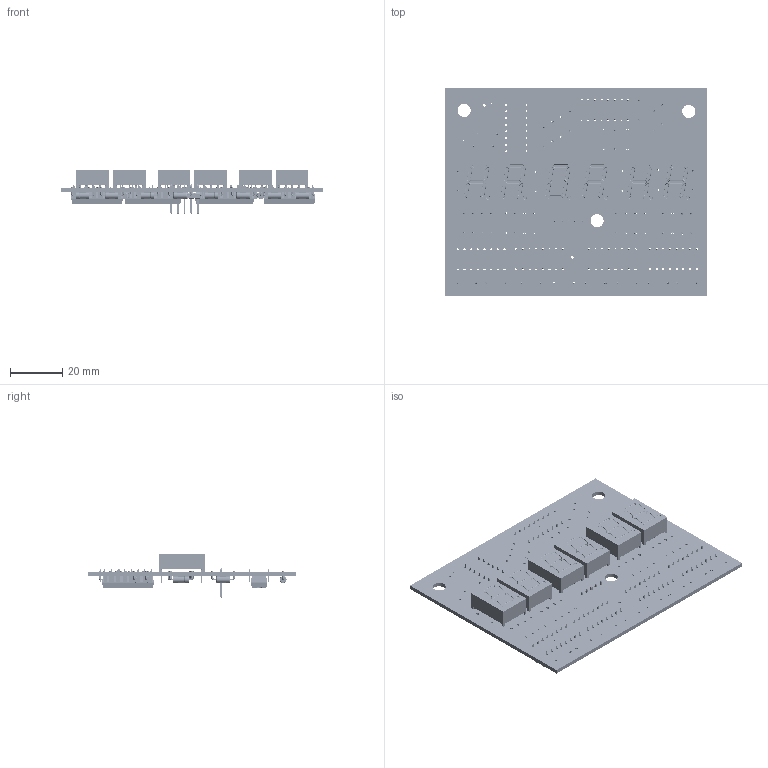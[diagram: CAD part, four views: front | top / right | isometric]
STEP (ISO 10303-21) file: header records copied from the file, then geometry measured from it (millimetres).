
FILE_DESCRIPTION(/* description */ (''),/* implementation_level */ '2;1');
FILE_NAME(/* name */ '7-Segment Display.step',/* time_stamp */ '2018-09-09T03:02:35+06:00',/* author */ ('rainugursewaksingh'),/* organization */ (''),/* preprocessor_version */ 'ST-DEVELOPER v17.2',/* originating_system */ 'Autodesk Translation Framework v7.6.0.251',/* authorisation */ '');
FILE_SCHEMA (('AUTOMOTIVE_DESIGN { 1 0 10303 214 3 1 1 }'));
Length unit declared in the file: millimetre
Products named in the file (7): Schmetic; PCB Component; Board; HD-H103; 74HC595N; 1X05_LOCK_LONGPADS; 470
Assembly tree (75 placements, depth 3):
  Schmetic
    PCB Component
      Board
      HD-H103  x6
      74HC595N  x6
      1X05_LOCK_LONGPADS
      470  x60
Bounding box: 100 x 79 x 16.98 mm (x, y, z)
Volume: 24496 mm3; surface area: 30801.1 mm2
Topology: 74 solids, 74 shells, 4137 faces, 11947 edges, 8454 vertices
Faces by surface type: plane 2394, cylinder 1257, torus 486
Full cylindrical faces by diameter (mm): 0.5 x5, 0.63 x240, 0.813 x156, 0.9 x120, 1 x2, 1.016 x5, 2.375 x60, 2.5 x120, 5 x3
Entity records: 32492 total; most frequent: CARTESIAN_POINT 6219, DIRECTION 5103, ORIENTED_EDGE 5012, EDGE_CURVE 2506, LINE 1703, VECTOR 1703, VERTEX_POINT 1703, AXIS2_PLACEMENT_3D 1700
